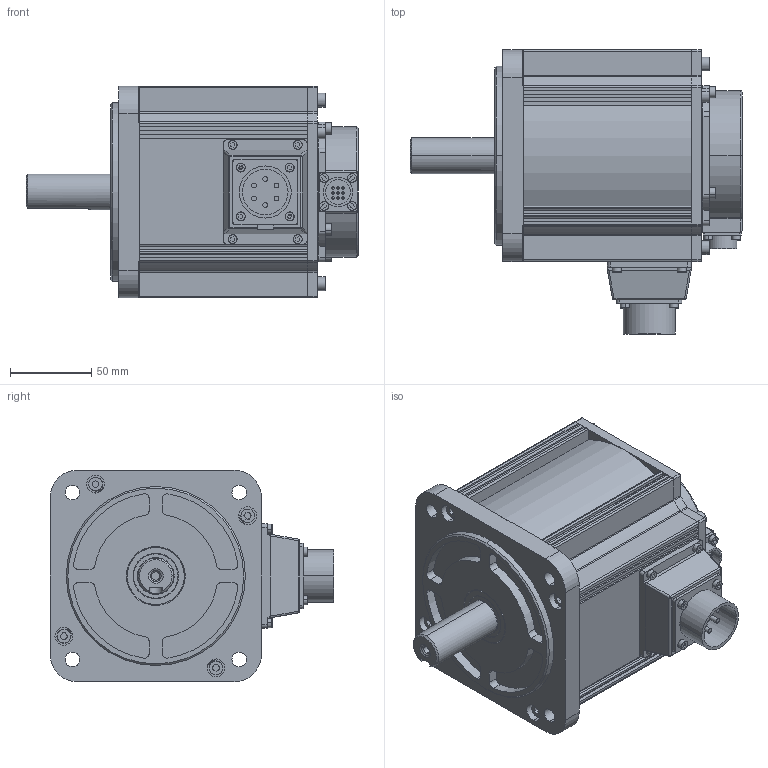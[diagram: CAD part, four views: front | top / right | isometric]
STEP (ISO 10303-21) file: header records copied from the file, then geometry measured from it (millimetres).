
FILE_DESCRIPTION (( 'STEP AP203' ), '1' );
FILE_NAME ('MS6H-130CS(M)20B2-21P5.STEP', '2023-01-29T02:45:20', ( '' ), ( '' ), 'SwSTEP 2.0', 'SolidWorks 2016', '' );
FILE_SCHEMA (( 'CONFIG_CONTROL_DESIGN' ));
Length unit declared in the file: millimetre
Products named in the file (1): MS6H-130CS(M)20B2-21P5
Bounding box: 204 x 174.5 x 130 mm (x, y, z)
Surface area: 159351.4 mm2 (no closed solid volume)
Topology: 0 solids, 33 shells, 696 faces, 1990 edges, 1357 vertices
Faces by surface type: plane 372, cylinder 252, torus 55, cone 12, sphere 4, bspline 1
Entity records: 23411 total; most frequent: CARTESIAN_POINT 4700, DIRECTION 4123, ORIENTED_EDGE 3455, EDGE_CURVE 1990, AXIS2_PLACEMENT_3D 1456, VERTEX_POINT 1357, VECTOR 1211, LINE 1211
